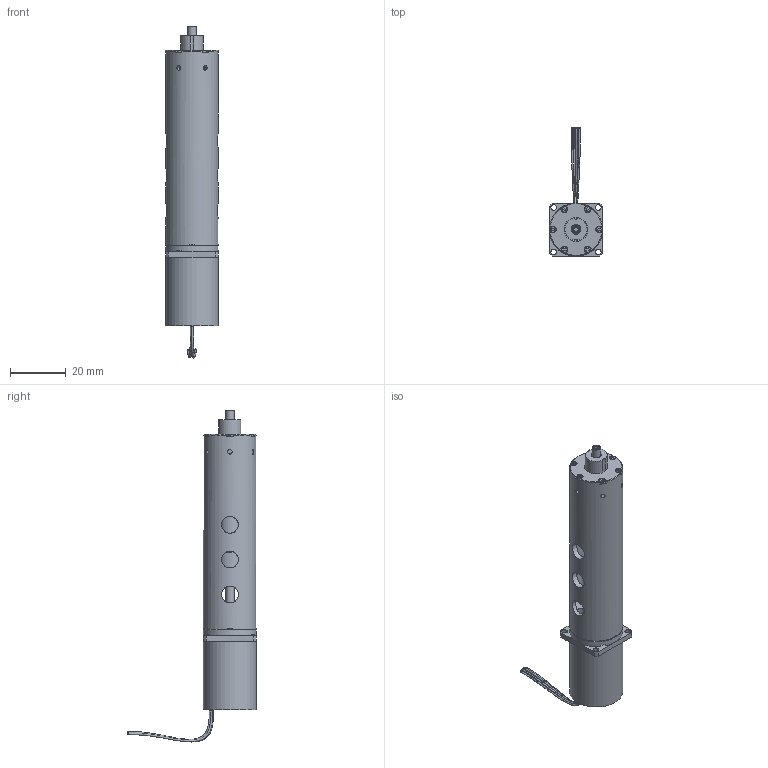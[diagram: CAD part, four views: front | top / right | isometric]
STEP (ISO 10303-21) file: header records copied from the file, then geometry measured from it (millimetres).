
FILE_DESCRIPTION(/* description */ (''),/* implementation_level */ '2;1');
FILE_NAME(/* name */ 'model_product_id44.stp',/* time_stamp */ '2016-07-21T15:12:10+02:00',/* author */ ('SD'),/* organization */ ('Micromotion GmbH Germany'),/* preprocessor_version */ 'ST-DEVELOPER v16.1',/* originating_system */ 'Autodesk Inventor 2016',/* authorisation */ '');
FILE_SCHEMA (('AUTOMOTIVE_DESIGN { 1 0 10303 214 3 1 1 }'));
Length unit declared in the file: millimetre
Products named in the file (1): model_product_id44
Bounding box: 19 x 46.21 x 119.1 mm (x, y, z)
Volume: 22319.8 mm3; surface area: 13002.9 mm2
Topology: 2 solids, 2 shells, 353 faces, 932 edges, 595 vertices
Faces by surface type: plane 160, cylinder 119, cone 49, torus 17, bspline 4, sphere 4
Full cylindrical faces by diameter (mm): 0.6 x4, 0.929 x6, 1.221 x4, 1.5 x1, 1.6 x6, 1.8 x3, 2 x2, 2.013 x4, 2.2 x1, 2.7 x1, 3 x6, 3.5 x2, 4 x1, 6 x6, 7 x1, 8 x2, 8.1 x1, 8.4 x2, 9.1 x1, 10 x2, 14.9 x2, 15 x3, 15.5 x1, 16 x1, 19 x3
Entity records: 12039 total; most frequent: CARTESIAN_POINT 3767, DIRECTION 1657, ORIENTED_EDGE 1478, EDGE_CURVE 735, AXIS2_PLACEMENT_3D 699, EDGE_LOOP 532, VERTEX_POINT 515, STYLED_ITEM 355
